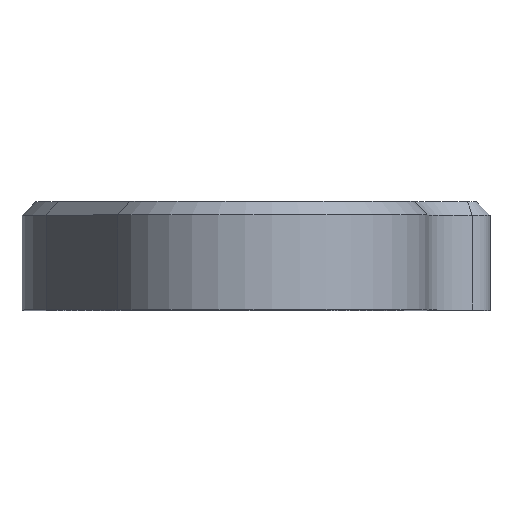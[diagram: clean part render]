
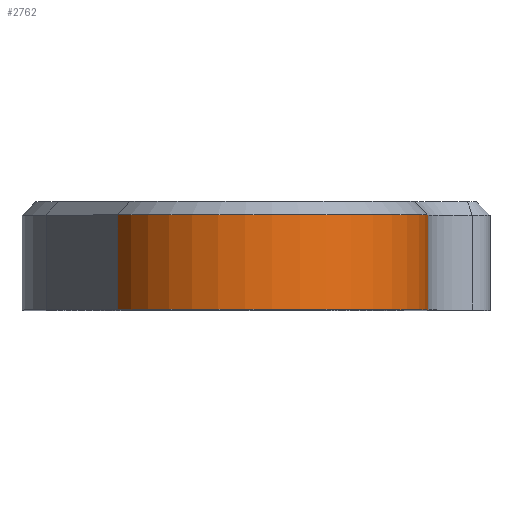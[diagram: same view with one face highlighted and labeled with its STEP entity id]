
A CAD part, top view. The second image highlights one B-rep face of the part: STEP entity #2762.
In plain terms, the highlighted cylindrical face has radius 12 mm (diameter 24 mm), a partial arc.
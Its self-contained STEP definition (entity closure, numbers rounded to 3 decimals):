
#307=FACE_OUTER_BOUND('',#464,.T.);
#464=EDGE_LOOP('',(#2581,#2582,#2583,#2584));
#691=LINE('',#4512,#977);
#750=LINE('',#4660,#1036);
#977=VECTOR('',#3672,10.);
#1036=VECTOR('',#3847,10.);
#1041=CIRCLE('',#2789,12.);
#1125=CIRCLE('',#2950,12.);
#1163=VERTEX_POINT('',#3888);
#1164=VERTEX_POINT('',#3890);
#1357=VERTEX_POINT('',#4434);
#1358=VERTEX_POINT('',#4438);
#1410=EDGE_CURVE('',#1163,#1164,#1041,.T.);
#1688=EDGE_CURVE('',#1358,#1357,#1125,.T.);
#1724=EDGE_CURVE('',#1357,#1163,#691,.T.);
#1796=EDGE_CURVE('',#1358,#1164,#750,.T.);
#2581=ORIENTED_EDGE('',*,*,#1688,.F.);
#2582=ORIENTED_EDGE('',*,*,#1796,.T.);
#2583=ORIENTED_EDGE('',*,*,#1410,.F.);
#2584=ORIENTED_EDGE('',*,*,#1724,.F.);
#2614=CYLINDRICAL_SURFACE('',#3038,12.);
#2762=ADVANCED_FACE('',(#307),#2614,.T.);
#2789=AXIS2_PLACEMENT_3D('',#3891,#3067,#3068);
#2950=AXIS2_PLACEMENT_3D('',#4440,#3583,#3584);
#3038=AXIS2_PLACEMENT_3D('',#4661,#3848,#3849);
#3067=DIRECTION('center_axis',(0.,-1.,0.));
#3068=DIRECTION('ref_axis',(-0.911,0.,0.412));
#3583=DIRECTION('center_axis',(0.,1.,0.));
#3584=DIRECTION('ref_axis',(-0.911,0.,0.412));
#3672=DIRECTION('',(0.,-1.,0.));
#3847=DIRECTION('',(0.,-1.,0.));
#3848=DIRECTION('center_axis',(0.,-1.,0.));
#3849=DIRECTION('ref_axis',(-0.911,0.,0.412));
#3888=CARTESIAN_POINT('',(30.,-8.,45.));
#3890=CARTESIAN_POINT('',(7.065,-8.,49.942));
#3891=CARTESIAN_POINT('Origin',(18.,-8.,45.));
#4434=CARTESIAN_POINT('',(30.,-1.,45.));
#4438=CARTESIAN_POINT('',(7.065,-1.,49.942));
#4440=CARTESIAN_POINT('Origin',(18.,-1.,45.));
#4512=CARTESIAN_POINT('',(30.,0.,45.));
#4660=CARTESIAN_POINT('',(7.065,0.,49.942));
#4661=CARTESIAN_POINT('Origin',(18.,0.,45.));
